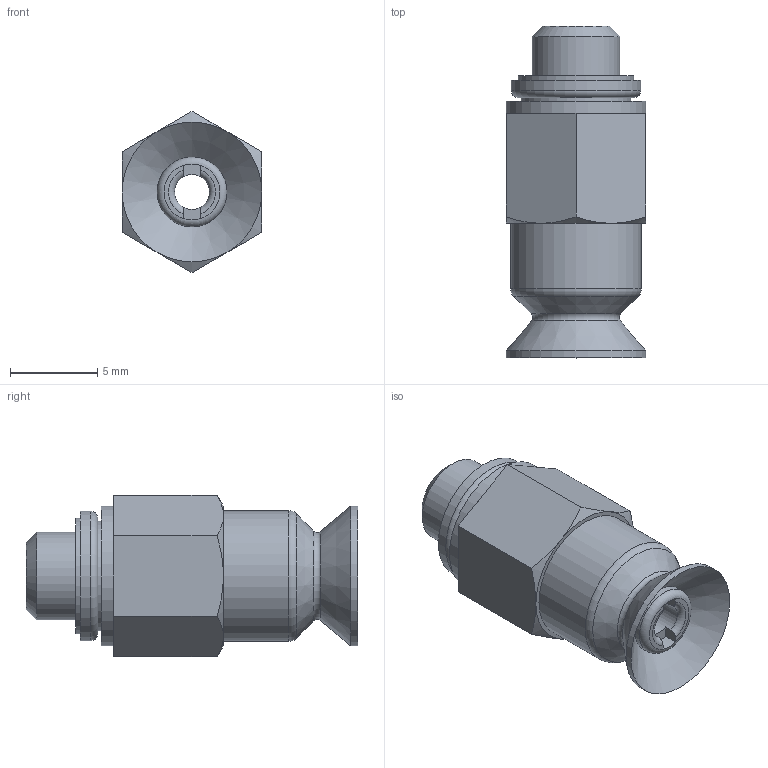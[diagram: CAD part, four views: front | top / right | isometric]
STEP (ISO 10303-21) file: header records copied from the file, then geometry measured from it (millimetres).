
FILE_DESCRIPTION(/* description */ ('STEP AP214'),/* implementation_level */ '2;1');
FILE_NAME(/* name */ '1396086_VAS-8-M5-PUR-B',/* time_stamp */ '2024-09-16T08:35:39+02:00',/* author */ ('License CC BY-ND 4.0'),/* organization */ ('CADENAS'),/* preprocessor_version */ 'ST-DEVELOPER v19.3',/* originating_system */ 'PARTsolutions',/* authorisation */ ' ');
FILE_SCHEMA (('AUTOMOTIVE_DESIGN {1 0 10303 214 3 1 1}'));
Length unit declared in the file: millimetre
Products named in the file (1): 1396086 VAS-8-M5-PUR-B
Bounding box: 8 x 19 x 9.24 mm (x, y, z)
Volume: 697.3 mm3; surface area: 716.1 mm2
Topology: 1 solids, 1 shells, 53 faces, 116 edges, 69 vertices
Faces by surface type: plane 26, cylinder 11, cone 10, torus 6
Full cylindrical faces by diameter (mm): 2 x1, 4 x1, 5 x1, 6.25 x1, 6.6 x1, 7.4 x1, 7.5 x1, 8 x2
Entity records: 1729 total; most frequent: CARTESIAN_POINT 262, DIRECTION 232, ORIENTED_EDGE 190, AXIS2_PLACEMENT_3D 99, EDGE_CURVE 95, EDGE_LOOP 76, FACE_BOUND 76, VERTEX_POINT 65
